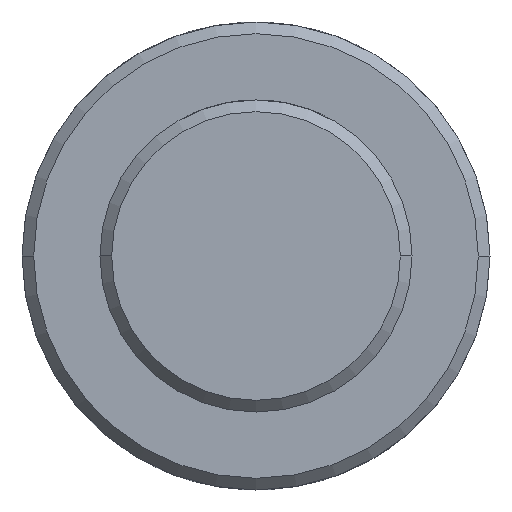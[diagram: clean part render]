
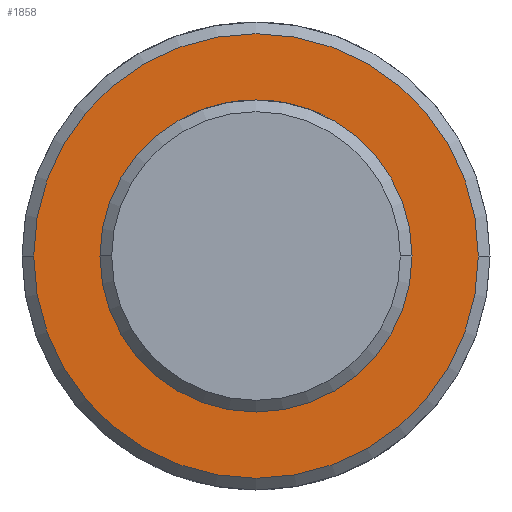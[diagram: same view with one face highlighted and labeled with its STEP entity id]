
A CAD part, front view. The second image highlights one B-rep face of the part: STEP entity #1858.
In plain terms, the highlighted planar face has unit normal (0, -1, 0).
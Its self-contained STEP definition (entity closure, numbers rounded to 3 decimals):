
#38 = EDGE_CURVE ( 'Defeature ausgef�hrt1_9+Defeature ausgef�hrt1_19+Defeature ausgef�hrt1_19+Defeature ausgef�hrt1_19', #3311, #1548, #2140, .T. ) ;
#177 = EDGE_LOOP ( 'NONE', ( #2634, #306 ) ) ;
#231 = AXIS2_PLACEMENT_3D ( 'NONE', #740, #1685, #3429 ) ;
#306 = ORIENTED_EDGE ( 'NONE', *, *, #3327, .T. ) ;
#411 = EDGE_CURVE ( 'Defeature ausgef�hrt1_9+Defeature ausgef�hrt1_19+Defeature ausgef�hrt1_19+Defeature ausgef�hrt1_19', #1548, #3311, #1309, .T. ) ;
#469 = CIRCLE ( 'NONE', #1409, 4. ) ;
#543 = DIRECTION ( 'NONE',  ( -1., 0., 0. ) ) ;
#554 = AXIS2_PLACEMENT_3D ( 'NONE', #2204, #1109, #543 ) ;
#654 = AXIS2_PLACEMENT_3D ( 'NONE', #1152, #1164, #869 ) ;
#740 = CARTESIAN_POINT ( 'NONE',  ( 0., -125., 0. ) ) ;
#811 = AXIS2_PLACEMENT_3D ( 'NONE', #3024, #1637, #2211 ) ;
#824 = EDGE_CURVE ( 'Defeature ausgef�hrt1_9+Defeature ausgef�hrt1_10+Defeature ausgef�hrt1_10+Defeature ausgef�hrt1_10', #3367, #2588, #469, .T. ) ;
#869 = DIRECTION ( 'NONE',  ( 1., 0., 0. ) ) ;
#1109 = DIRECTION ( 'NONE',  ( 0., 1., 0. ) ) ;
#1120 = CARTESIAN_POINT ( 'NONE',  ( 5.7, -125., 0. ) ) ;
#1152 = CARTESIAN_POINT ( 'NONE',  ( 0., -125., 4. ) ) ;
#1164 = DIRECTION ( 'NONE',  ( 0., -1., 0. ) ) ;
#1309 = CIRCLE ( 'NONE', #231, 5.7 ) ;
#1317 = DIRECTION ( 'NONE',  ( 0., 1., 0. ) ) ;
#1409 = AXIS2_PLACEMENT_3D ( 'NONE', #2710, #1317, #2293 ) ;
#1548 = VERTEX_POINT ( 'NONE', #3497 ) ;
#1637 = DIRECTION ( 'NONE',  ( 0., -1., 0. ) ) ;
#1685 = DIRECTION ( 'NONE',  ( 0., -1., 0. ) ) ;
#1686 = PLANE ( 'NONE',  #654 ) ;
#1804 = EDGE_LOOP ( 'NONE', ( #3598, #3088 ) ) ;
#1858 = ADVANCED_FACE ( 'Defeature ausgef�hrt1_9', ( #2405, #3535 ), #1686, .T. ) ;
#2140 = CIRCLE ( 'NONE', #811, 5.7 ) ;
#2204 = CARTESIAN_POINT ( 'NONE',  ( 0., -125., 0. ) ) ;
#2211 = DIRECTION ( 'NONE',  ( 1., 0., 0. ) ) ;
#2293 = DIRECTION ( 'NONE',  ( -1., 0., 0. ) ) ;
#2405 = FACE_OUTER_BOUND ( 'NONE', #1804, .T. ) ;
#2521 = CARTESIAN_POINT ( 'NONE',  ( -4., -125., 0. ) ) ;
#2588 = VERTEX_POINT ( 'NONE', #3035 ) ;
#2634 = ORIENTED_EDGE ( 'NONE', *, *, #824, .T. ) ;
#2710 = CARTESIAN_POINT ( 'NONE',  ( 0., -125., 0. ) ) ;
#3024 = CARTESIAN_POINT ( 'NONE',  ( 0., -125., 0. ) ) ;
#3035 = CARTESIAN_POINT ( 'NONE',  ( 4., -125., 0. ) ) ;
#3088 = ORIENTED_EDGE ( 'NONE', *, *, #38, .T. ) ;
#3311 = VERTEX_POINT ( 'NONE', #1120 ) ;
#3327 = EDGE_CURVE ( 'Defeature ausgef�hrt1_9+Defeature ausgef�hrt1_10+Defeature ausgef�hrt1_10+Defeature ausgef�hrt1_10', #2588, #3367, #3445, .T. ) ;
#3367 = VERTEX_POINT ( 'NONE', #2521 ) ;
#3429 = DIRECTION ( 'NONE',  ( 1., 0., 0. ) ) ;
#3445 = CIRCLE ( 'NONE', #554, 4. ) ;
#3497 = CARTESIAN_POINT ( 'NONE',  ( -5.7, -125., 0. ) ) ;
#3535 = FACE_BOUND ( 'NONE', #177, .T. ) ;
#3598 = ORIENTED_EDGE ( 'NONE', *, *, #411, .T. ) ;
